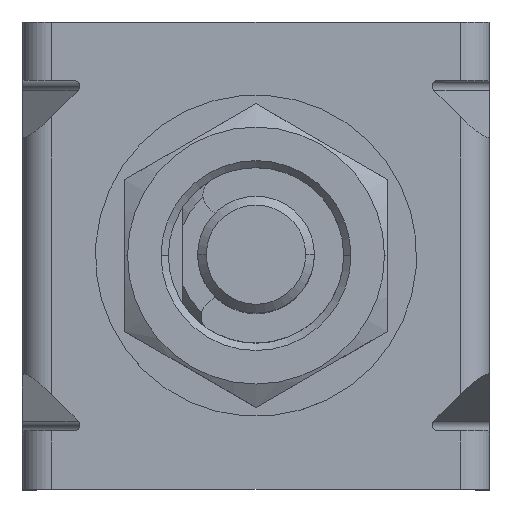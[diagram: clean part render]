
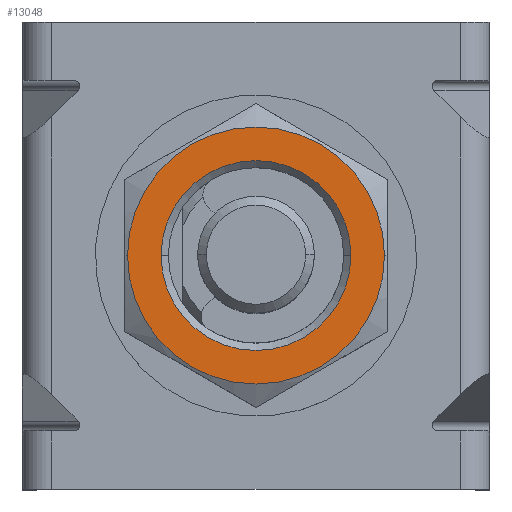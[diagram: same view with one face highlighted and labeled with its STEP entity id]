
A CAD part, top view. The second image highlights one B-rep face of the part: STEP entity #13048.
In plain terms, the highlighted planar face has unit normal (0, 0, 1).
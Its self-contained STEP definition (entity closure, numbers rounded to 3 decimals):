
#161 = AXIS2_PLACEMENT_3D ( 'NONE', #4414, #11251, #2850 ) ;
#428 = DIRECTION ( 'NONE',  ( 1., 0., 0. ) ) ;
#521 = EDGE_CURVE ( 'NONE', #14263, #15858, #1760, .T. ) ;
#782 = ORIENTED_EDGE ( 'NONE', *, *, #10794, .T. ) ;
#970 = VERTEX_POINT ( 'NONE', #13753 ) ;
#1760 = CIRCLE ( 'NONE', #3733, 3.25 ) ;
#2697 = CIRCLE ( 'NONE', #5708, 4.4 ) ;
#2850 = DIRECTION ( 'NONE',  ( -1., 0., 0. ) ) ;
#2928 = CARTESIAN_POINT ( 'NONE',  ( 3.25, 0., 2. ) ) ;
#3197 = CARTESIAN_POINT ( 'NONE',  ( -3.25, 0., 2. ) ) ;
#3733 = AXIS2_PLACEMENT_3D ( 'NONE', #14368, #11647, #5947 ) ;
#3839 = AXIS2_PLACEMENT_3D ( 'NONE', #4656, #15737, #428 ) ;
#3879 = DIRECTION ( 'NONE',  ( -1., 0., 0. ) ) ;
#4414 = CARTESIAN_POINT ( 'NONE',  ( -4.5, -2.598, 2. ) ) ;
#4552 = ORIENTED_EDGE ( 'NONE', *, *, #521, .T. ) ;
#4656 = CARTESIAN_POINT ( 'NONE',  ( 0., 0., 2. ) ) ;
#5708 = AXIS2_PLACEMENT_3D ( 'NONE', #10775, #7833, #3879 ) ;
#5947 = DIRECTION ( 'NONE',  ( 1., 0., 0. ) ) ;
#6001 = CIRCLE ( 'NONE', #3839, 3.25 ) ;
#6150 = FACE_BOUND ( 'NONE', #12833, .T. ) ;
#6534 = ORIENTED_EDGE ( 'NONE', *, *, #13550, .F. ) ;
#7009 = FACE_OUTER_BOUND ( 'NONE', #13311, .T. ) ;
#7833 = DIRECTION ( 'NONE',  ( 0., 0., -1. ) ) ;
#8187 = CARTESIAN_POINT ( 'NONE',  ( -4.4, 0., 2. ) ) ;
#9350 = CARTESIAN_POINT ( 'NONE',  ( 0., 0., 2. ) ) ;
#9867 = PLANE ( 'NONE',  #161 ) ;
#10775 = CARTESIAN_POINT ( 'NONE',  ( 0., 0., 2. ) ) ;
#10794 = EDGE_CURVE ( 'NONE', #15858, #14263, #6001, .T. ) ;
#11251 = DIRECTION ( 'NONE',  ( 0., 0., -1. ) ) ;
#11647 = DIRECTION ( 'NONE',  ( 0., 0., -1. ) ) ;
#11976 = AXIS2_PLACEMENT_3D ( 'NONE', #9350, #12258, #17791 ) ;
#12258 = DIRECTION ( 'NONE',  ( 0., 0., -1. ) ) ;
#12833 = EDGE_LOOP ( 'NONE', ( #782, #4552 ) ) ;
#13048 = ADVANCED_FACE ( 'NONE', ( #7009, #6150 ), #9867, .F. ) ;
#13311 = EDGE_LOOP ( 'NONE', ( #6534, #17525 ) ) ;
#13544 = CIRCLE ( 'NONE', #11976, 4.4 ) ;
#13550 = EDGE_CURVE ( 'NONE', #14616, #970, #13544, .T. ) ;
#13753 = CARTESIAN_POINT ( 'NONE',  ( 4.4, 0., 2. ) ) ;
#14263 = VERTEX_POINT ( 'NONE', #3197 ) ;
#14368 = CARTESIAN_POINT ( 'NONE',  ( 0., 0., 2. ) ) ;
#14616 = VERTEX_POINT ( 'NONE', #8187 ) ;
#15322 = EDGE_CURVE ( 'NONE', #970, #14616, #2697, .T. ) ;
#15737 = DIRECTION ( 'NONE',  ( 0., 0., -1. ) ) ;
#15858 = VERTEX_POINT ( 'NONE', #2928 ) ;
#17525 = ORIENTED_EDGE ( 'NONE', *, *, #15322, .F. ) ;
#17791 = DIRECTION ( 'NONE',  ( -1., 0., 0. ) ) ;
